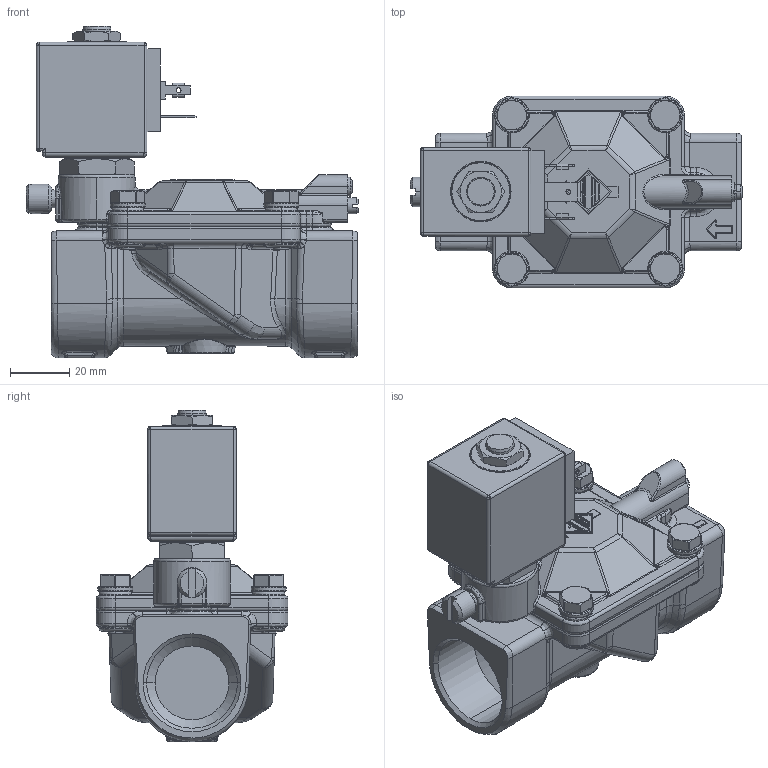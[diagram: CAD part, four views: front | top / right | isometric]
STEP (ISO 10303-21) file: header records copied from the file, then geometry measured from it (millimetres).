
FILE_DESCRIPTION (( 'STEP AP214' ), '1' );
FILE_NAME ('21WN6K1E250-10T5-B.step', '2020-05-07T18:39:29', ( '' ), ( '' ), 'SwSTEP 2.0', 'SolidWorks 2019', '' );
FILE_SCHEMA (( 'AUTOMOTIVE_DESIGN' ));
Length unit declared in the file: inch
Products named in the file (1): 21WN6K1E250-10T5-B
Bounding box: 112.5 x 65 x 112.4 mm (x, y, z)
Volume: 218275 mm3; surface area: 66607.5 mm2
Topology: 17 solids, 23 shells, 1847 faces, 4485 edges, 2632 vertices
Faces by surface type: bspline 700, cylinder 571, plane 435, cone 109, torus 32
Entity records: 108095 total; most frequent: CARTESIAN_POINT 47543, ORIENTED_EDGE 8778, DIRECTION 5912, EDGE_CURVE 4389, VERTEX_POINT 2632, AXIS2_PLACEMENT_3D 2255, EDGE_LOOP 1921, UNCERTAINTY_MEASURE_WITH_UNIT 1866
